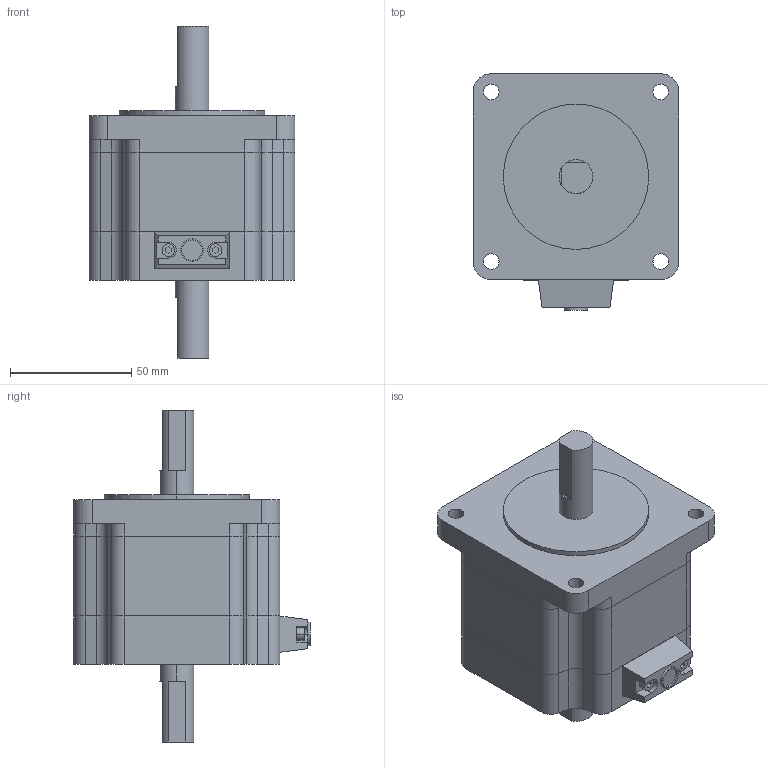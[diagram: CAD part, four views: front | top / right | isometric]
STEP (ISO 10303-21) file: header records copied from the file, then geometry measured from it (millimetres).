
FILE_DESCRIPTION (( 'STEP AP214' ), '1' );
FILE_NAME ('PCE5961BC.STEP', '2015-01-14T11:37:48', ( 'j' ), ( '' ), 'SwSTEP 2.0', 'SolidWorks 2011', '' );
FILE_SCHEMA (( 'AUTOMOTIVE_DESIGN' ));
Length unit declared in the file: millimetre
Products named in the file (1): PCE5961BC
Bounding box: 85 x 97.5 x 137 mm (x, y, z)
Volume: 459296.4 mm3; surface area: 66859 mm2
Topology: 4 solids, 4 shells, 176 faces, 453 edges, 302 vertices
Faces by surface type: plane 95, cylinder 81
Entity records: 5484 total; most frequent: DIRECTION 977, CARTESIAN_POINT 932, ORIENTED_EDGE 906, EDGE_CURVE 453, AXIS2_PLACEMENT_3D 347, VERTEX_POINT 302, VECTOR 283, LINE 283
